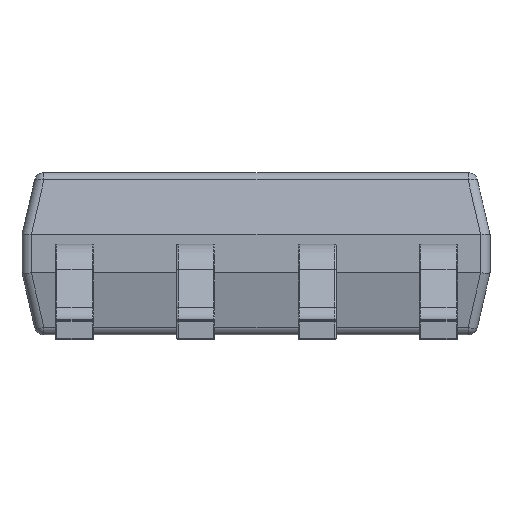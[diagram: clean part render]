
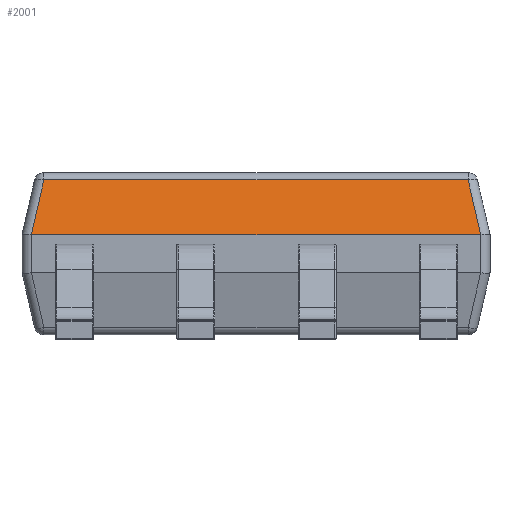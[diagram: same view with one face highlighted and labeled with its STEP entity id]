
A CAD part, front view. The second image highlights one B-rep face of the part: STEP entity #2001.
In plain terms, the highlighted planar face has unit normal (0, -0.974, 0.225).
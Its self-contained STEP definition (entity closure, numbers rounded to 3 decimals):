
#1633 = VERTEX_POINT('',#1634);
#1634 = CARTESIAN_POINT('',(2.309,-1.916,
    1.08));
#1640 = EDGE_CURVE('',#1633,#1641,#1643,.T.);
#1641 = VERTEX_POINT('',#1642);
#1642 = CARTESIAN_POINT('',(-2.309,-1.916,
    1.08));
#1643 = LINE('',#1644,#1645);
#1644 = CARTESIAN_POINT('',(-2.408,-1.916,
    1.08));
#1645 = VECTOR('',#1646,1.);
#1646 = DIRECTION('',(-1.,0.,0.));
#2001 = ADVANCED_FACE('',(#2002),#2045,.T.);
#2002 = FACE_BOUND('',#2003,.T.);
#2003 = EDGE_LOOP('',(#2004,#2005,#2014,#2022,#2030,#2038));
#2004 = ORIENTED_EDGE('',*,*,#1640,.F.);
#2005 = ORIENTED_EDGE('',*,*,#2006,.T.);
#2006 = EDGE_CURVE('',#1633,#2007,#2009,.T.);
#2007 = VERTEX_POINT('',#2008);
#2008 = CARTESIAN_POINT('',(2.312,-1.916,
    1.08));
#2009 = ( BOUNDED_CURVE() B_SPLINE_CURVE(3,(#2010,#2011,#2012,#2013),
.UNSPECIFIED.,.F.,.F.) B_SPLINE_CURVE_WITH_KNOTS((4,4),(0.,
0.025),.PIECEWISE_BEZIER_KNOTS.) CURVE() 
GEOMETRIC_REPRESENTATION_ITEM() RATIONAL_B_SPLINE_CURVE((1.,
1.,1.,1.)) REPRESENTATION_ITEM('') );
#2010 = CARTESIAN_POINT('',(2.309,-1.916,
    1.08));
#2011 = CARTESIAN_POINT('',(2.31,-1.916,
    1.08));
#2012 = CARTESIAN_POINT('',(2.311,-1.916,
    1.08));
#2013 = CARTESIAN_POINT('',(2.312,-1.916,
    1.08));
#2014 = ORIENTED_EDGE('',*,*,#2015,.T.);
#2015 = EDGE_CURVE('',#2007,#2016,#2018,.T.);
#2016 = VERTEX_POINT('',#2017);
#2017 = CARTESIAN_POINT('',(2.182,-1.786,
    1.643));
#2018 = LINE('',#2019,#2020);
#2019 = CARTESIAN_POINT('',(2.06,-1.665,
    2.17));
#2020 = VECTOR('',#2021,1.);
#2021 = DIRECTION('',(-0.219,0.219,0.951));
#2022 = ORIENTED_EDGE('',*,*,#2023,.T.);
#2023 = EDGE_CURVE('',#2016,#2024,#2026,.T.);
#2024 = VERTEX_POINT('',#2025);
#2025 = CARTESIAN_POINT('',(-2.182,-1.786,
    1.643));
#2026 = LINE('',#2027,#2028);
#2027 = CARTESIAN_POINT('',(0.,-1.786,
    1.643));
#2028 = VECTOR('',#2029,1.);
#2029 = DIRECTION('',(-1.,-0.,-0.));
#2030 = ORIENTED_EDGE('',*,*,#2031,.T.);
#2031 = EDGE_CURVE('',#2024,#2032,#2034,.T.);
#2032 = VERTEX_POINT('',#2033);
#2033 = CARTESIAN_POINT('',(-2.312,-1.916,
    1.08));
#2034 = LINE('',#2035,#2036);
#2035 = CARTESIAN_POINT('',(-2.06,-1.665,
    2.17));
#2036 = VECTOR('',#2037,1.);
#2037 = DIRECTION('',(-0.219,-0.219,-0.951));
#2038 = ORIENTED_EDGE('',*,*,#2039,.T.);
#2039 = EDGE_CURVE('',#2032,#1641,#2040,.T.);
#2040 = ( BOUNDED_CURVE() B_SPLINE_CURVE(3,(#2041,#2042,#2043,#2044),
.UNSPECIFIED.,.F.,.F.) B_SPLINE_CURVE_WITH_KNOTS((4,4),(6.258,
6.283),.PIECEWISE_BEZIER_KNOTS.) CURVE() 
GEOMETRIC_REPRESENTATION_ITEM() RATIONAL_B_SPLINE_CURVE((1.,
1.,1.,1.)) REPRESENTATION_ITEM('') );
#2041 = CARTESIAN_POINT('',(-2.312,-1.916,
    1.08));
#2042 = CARTESIAN_POINT('',(-2.311,-1.916,
    1.08));
#2043 = CARTESIAN_POINT('',(-2.31,-1.916,
    1.08));
#2044 = CARTESIAN_POINT('',(-2.309,-1.916,
    1.08));
#2045 = PLANE('',#2046);
#2046 = AXIS2_PLACEMENT_3D('',#2047,#2048,#2049);
#2047 = CARTESIAN_POINT('',(0.,-1.769,
    1.719));
#2048 = DIRECTION('',(0.,-0.974,0.225));
#2049 = DIRECTION('',(-1.,0.,0.));
